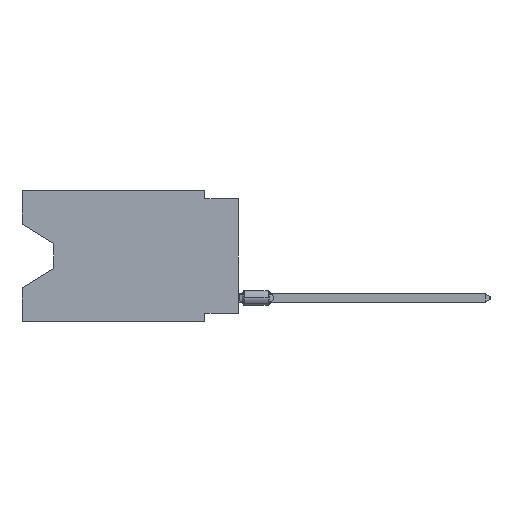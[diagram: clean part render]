
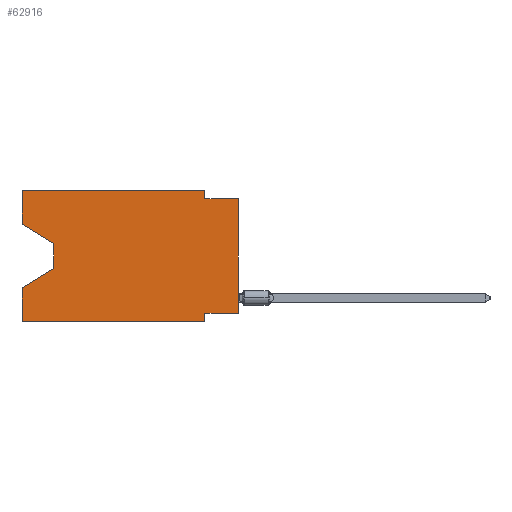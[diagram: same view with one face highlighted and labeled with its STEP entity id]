
A CAD part, left-side view. The second image highlights one B-rep face of the part: STEP entity #62916.
In plain terms, the highlighted planar face has unit normal (-1, 0, 0).
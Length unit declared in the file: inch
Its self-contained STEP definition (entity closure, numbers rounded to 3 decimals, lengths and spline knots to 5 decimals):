
#843 = ORIENTED_EDGE ( 'NONE', *, *, #68423, .T. ) ;
#1468 = VERTEX_POINT ( 'NONE', #66321 ) ;
#1673 = CARTESIAN_POINT ( 'NONE',  ( 0., 0.1, -0.39 ) ) ;
#1951 = VECTOR ( 'NONE', #38136, 39.37008 ) ;
#2496 = CARTESIAN_POINT ( 'NONE',  ( 0., 0.645, 0. ) ) ;
#2731 = FACE_OUTER_BOUND ( 'NONE', #12669, .T. ) ;
#4847 = CARTESIAN_POINT ( 'NONE',  ( 0., 0.645, -0.28975 ) ) ;
#5415 = EDGE_CURVE ( 'NONE', #32323, #67115, #45590, .T. ) ;
#6552 = LINE ( 'NONE', #39928, #59796 ) ;
#6677 = LINE ( 'NONE', #17555, #22486 ) ;
#8255 = ORIENTED_EDGE ( 'NONE', *, *, #36935, .T. ) ;
#8372 = ORIENTED_EDGE ( 'NONE', *, *, #39520, .F. ) ;
#9585 = CARTESIAN_POINT ( 'NONE',  ( 0., 0., -0.365 ) ) ;
#11196 = CARTESIAN_POINT ( 'NONE',  ( 0., 0.55, -0.232 ) ) ;
#11686 = ORIENTED_EDGE ( 'NONE', *, *, #64352, .T. ) ;
#12669 = EDGE_LOOP ( 'NONE', ( #16352, #33956, #843, #8372, #8255, #50267, #59837, #11686, #24463, #36526, #58475, #57244 ) ) ;
#13654 = DIRECTION ( 'NONE',  ( 1., 0., 0. ) ) ;
#14423 = DIRECTION ( 'NONE',  ( 0., 0., -1. ) ) ;
#14653 = VECTOR ( 'NONE', #27532, 39.37008 ) ;
#14684 = EDGE_CURVE ( 'NONE', #52572, #32323, #6552, .T. ) ;
#15759 = VECTOR ( 'NONE', #30841, 39.37008 ) ;
#16352 = ORIENTED_EDGE ( 'NONE', *, *, #56702, .T. ) ;
#17352 = LINE ( 'NONE', #11196, #14653 ) ;
#17555 = CARTESIAN_POINT ( 'NONE',  ( 0., 0., 0. ) ) ;
#19846 = LINE ( 'NONE', #64073, #39885 ) ;
#20619 = DIRECTION ( 'NONE',  ( 0., 0., 1. ) ) ;
#20750 = VECTOR ( 'NONE', #20619, 39.37008 ) ;
#20824 = CARTESIAN_POINT ( 'NONE',  ( 0., 0.55, -0.158 ) ) ;
#22486 = VECTOR ( 'NONE', #67574, 39.37008 ) ;
#23261 = LINE ( 'NONE', #67827, #44344 ) ;
#23423 = VERTEX_POINT ( 'NONE', #30125 ) ;
#23538 = AXIS2_PLACEMENT_3D ( 'NONE', #42634, #13654, #52807 ) ;
#24463 = ORIENTED_EDGE ( 'NONE', *, *, #29620, .F. ) ;
#24643 = DIRECTION ( 'NONE',  ( 0., 0., 1. ) ) ;
#27532 = DIRECTION ( 'NONE',  ( 0., 0.855, -0.519 ) ) ;
#28358 = VECTOR ( 'NONE', #67675, 39.37008 ) ;
#29620 = EDGE_CURVE ( 'NONE', #23423, #54940, #61330, .T. ) ;
#30125 = CARTESIAN_POINT ( 'NONE',  ( 0., 0.1, -0.025 ) ) ;
#30841 = DIRECTION ( 'NONE',  ( 0., 0., -1. ) ) ;
#30890 = DIRECTION ( 'NONE',  ( 0., -0.855, -0.519 ) ) ;
#31215 = VECTOR ( 'NONE', #24643, 39.37008 ) ;
#31505 = VECTOR ( 'NONE', #44295, 39.37008 ) ;
#32323 = VERTEX_POINT ( 'NONE', #36964 ) ;
#33956 = ORIENTED_EDGE ( 'NONE', *, *, #35874, .T. ) ;
#34604 = CARTESIAN_POINT ( 'NONE',  ( 0., 0., -0.025 ) ) ;
#35874 = EDGE_CURVE ( 'NONE', #52595, #1468, #69251, .T. ) ;
#36313 = CARTESIAN_POINT ( 'NONE',  ( 0., 0.645, -0.10025 ) ) ;
#36526 = ORIENTED_EDGE ( 'NONE', *, *, #69919, .F. ) ;
#36629 = CARTESIAN_POINT ( 'NONE',  ( 0., 0.55, -0.158 ) ) ;
#36935 = EDGE_CURVE ( 'NONE', #58151, #67115, #55880, .T. ) ;
#36964 = CARTESIAN_POINT ( 'NONE',  ( 0., 0.1, -0.365 ) ) ;
#37037 = CARTESIAN_POINT ( 'NONE',  ( 0., 0.645, -0.10025 ) ) ;
#38136 = DIRECTION ( 'NONE',  ( 0., -1., 0. ) ) ;
#38371 = LINE ( 'NONE', #64837, #20750 ) ;
#39107 = VERTEX_POINT ( 'NONE', #37037 ) ;
#39344 = VECTOR ( 'NONE', #30890, 39.37008 ) ;
#39520 = EDGE_CURVE ( 'NONE', #58151, #66344, #38371, .T. ) ;
#39556 = CARTESIAN_POINT ( 'NONE',  ( 0., 0.645, -0.39 ) ) ;
#39885 = VECTOR ( 'NONE', #14423, 39.37008 ) ;
#39928 = CARTESIAN_POINT ( 'NONE',  ( 0., 0., -0.365 ) ) ;
#42156 = VERTEX_POINT ( 'NONE', #54249 ) ;
#42634 = CARTESIAN_POINT ( 'NONE',  ( 0., 0.645, 0. ) ) ;
#44295 = DIRECTION ( 'NONE',  ( 0., -1., 0. ) ) ;
#44344 = VECTOR ( 'NONE', #45383, 39.37008 ) ;
#45383 = DIRECTION ( 'NONE',  ( 0., -1., 0. ) ) ;
#45590 = LINE ( 'NONE', #1673, #28358 ) ;
#47868 = EDGE_CURVE ( 'NONE', #39107, #42156, #52210, .T. ) ;
#48077 = PLANE ( 'NONE',  #23538 ) ;
#50267 = ORIENTED_EDGE ( 'NONE', *, *, #5415, .F. ) ;
#52210 = LINE ( 'NONE', #2496, #31215 ) ;
#52572 = VERTEX_POINT ( 'NONE', #9585 ) ;
#52595 = VERTEX_POINT ( 'NONE', #20824 ) ;
#52807 = DIRECTION ( 'NONE',  ( 0., 0., -1. ) ) ;
#54249 = CARTESIAN_POINT ( 'NONE',  ( 0., 0.645, 0. ) ) ;
#54940 = VERTEX_POINT ( 'NONE', #34604 ) ;
#54955 = CARTESIAN_POINT ( 'NONE',  ( 0., 0.1, 0. ) ) ;
#55880 = LINE ( 'NONE', #39556, #1951 ) ;
#56702 = EDGE_CURVE ( 'NONE', #39107, #52595, #69293, .T. ) ;
#57244 = ORIENTED_EDGE ( 'NONE', *, *, #47868, .F. ) ;
#58151 = VERTEX_POINT ( 'NONE', #64540 ) ;
#58475 = ORIENTED_EDGE ( 'NONE', *, *, #62400, .F. ) ;
#59796 = VECTOR ( 'NONE', #63113, 39.37008 ) ;
#59837 = ORIENTED_EDGE ( 'NONE', *, *, #14684, .F. ) ;
#60222 = VERTEX_POINT ( 'NONE', #54955 ) ;
#60265 = CARTESIAN_POINT ( 'NONE',  ( 0., 0., -0.025 ) ) ;
#61330 = LINE ( 'NONE', #60265, #31505 ) ;
#62400 = EDGE_CURVE ( 'NONE', #42156, #60222, #23261, .T. ) ;
#62916 = ADVANCED_FACE ( 'NONE', ( #2731 ), #48077, .F. ) ;
#63113 = DIRECTION ( 'NONE',  ( 0., 1., 0. ) ) ;
#64073 = CARTESIAN_POINT ( 'NONE',  ( 0., 0.1, 0. ) ) ;
#64352 = EDGE_CURVE ( 'NONE', #52572, #54940, #6677, .T. ) ;
#64540 = CARTESIAN_POINT ( 'NONE',  ( 0., 0.645, -0.39 ) ) ;
#64837 = CARTESIAN_POINT ( 'NONE',  ( 0., 0.645, 0. ) ) ;
#66321 = CARTESIAN_POINT ( 'NONE',  ( 0., 0.55, -0.232 ) ) ;
#66344 = VERTEX_POINT ( 'NONE', #4847 ) ;
#67115 = VERTEX_POINT ( 'NONE', #69941 ) ;
#67574 = DIRECTION ( 'NONE',  ( 0., 0., 1. ) ) ;
#67675 = DIRECTION ( 'NONE',  ( 0., 0., -1. ) ) ;
#67827 = CARTESIAN_POINT ( 'NONE',  ( 0., 0.645, 0. ) ) ;
#68423 = EDGE_CURVE ( 'NONE', #1468, #66344, #17352, .T. ) ;
#69251 = LINE ( 'NONE', #36629, #15759 ) ;
#69293 = LINE ( 'NONE', #36313, #39344 ) ;
#69919 = EDGE_CURVE ( 'NONE', #60222, #23423, #19846, .T. ) ;
#69941 = CARTESIAN_POINT ( 'NONE',  ( 0., 0.1, -0.39 ) ) ;
